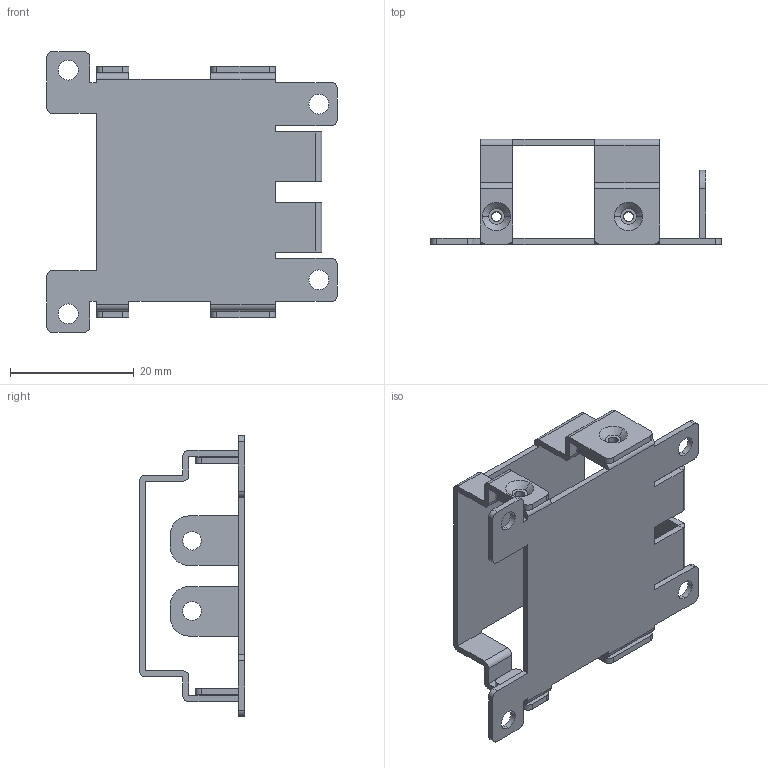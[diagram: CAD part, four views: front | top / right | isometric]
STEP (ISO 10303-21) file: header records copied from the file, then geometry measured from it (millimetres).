
FILE_DESCRIPTION (( 'STEP AP214' ), '1' );
FILE_NAME ('BRK-12.STEP', '2024-07-12T19:14:54', ( '' ), ( '' ), 'SwSTEP 2.0', 'SolidWorks 2018', '' );
FILE_SCHEMA (( 'AUTOMOTIVE_DESIGN' ));
Length unit declared in the file: inch
Products named in the file (1): BRK-12
Bounding box: 47 x 17 x 45.4 mm (x, y, z)
Volume: 3286.3 mm3; surface area: 7338.8 mm2
Topology: 2 solids, 2 shells, 190 faces, 510 edges, 324 vertices
Faces by surface type: plane 114, cylinder 68, cone 8
Entity records: 8479 total; most frequent: DIRECTION 1044, CARTESIAN_POINT 1025, ORIENTED_EDGE 1020, EDGE_CURVE 510, LINE 358, VECTOR 358, AXIS2_PLACEMENT_3D 343, VERTEX_POINT 324
